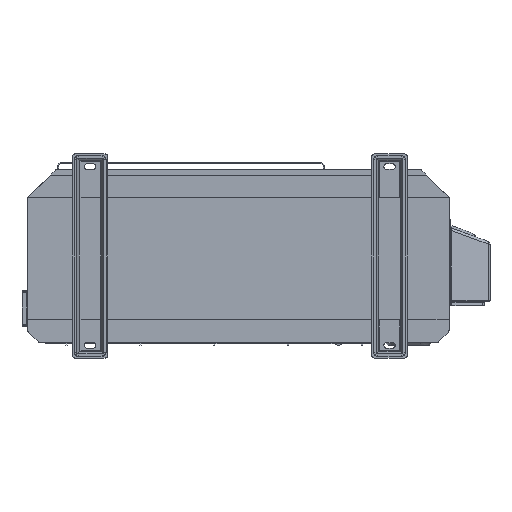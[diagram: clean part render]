
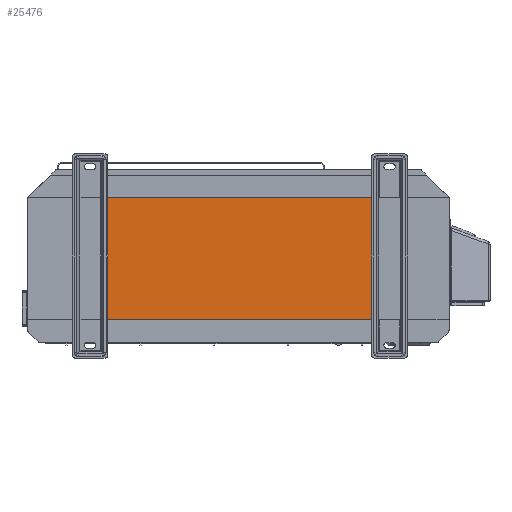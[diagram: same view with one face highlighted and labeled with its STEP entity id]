
A CAD part, front view. The second image highlights one B-rep face of the part: STEP entity #25476.
In plain terms, the highlighted planar face has unit normal (0, -1, 0).
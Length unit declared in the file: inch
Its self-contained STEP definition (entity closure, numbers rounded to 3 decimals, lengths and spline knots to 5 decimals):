
#960 = CARTESIAN_POINT ( 'NONE',  ( 12.24568, 0., -5.625 ) ) ;
#2105 = VERTEX_POINT ( 'NONE', #78744 ) ;
#3565 = CARTESIAN_POINT ( 'NONE',  ( 12.24568, 0., 0. ) ) ;
#3939 = ORIENTED_EDGE ( 'NONE', *, *, #9834, .F. ) ;
#7862 = EDGE_CURVE ( 'NONE', #2105, #73389, #100187, .T. ) ;
#9834 = EDGE_CURVE ( 'NONE', #101266, #48810, #54251, .T. ) ;
#11507 = DIRECTION ( 'NONE',  ( 0., 1., 0. ) ) ;
#11791 = DIRECTION ( 'NONE',  ( 0., 0., -1. ) ) ;
#16645 = VECTOR ( 'NONE', #80834, 39.37008 ) ;
#17209 = ORIENTED_EDGE ( 'NONE', *, *, #78990, .F. ) ;
#20240 = DIRECTION ( 'NONE',  ( 0., 0., 1. ) ) ;
#22303 = VECTOR ( 'NONE', #94419, 39.37008 ) ;
#24637 = ORIENTED_EDGE ( 'NONE', *, *, #82982, .F. ) ;
#25476 = ADVANCED_FACE ( 'NONE', ( #52649 ), #66089, .F. ) ;
#27784 = LINE ( 'NONE', #3565, #83455 ) ;
#28544 = ORIENTED_EDGE ( 'NONE', *, *, #7862, .T. ) ;
#29596 = CARTESIAN_POINT ( 'NONE',  ( 69.0975, 0., 5.125 ) ) ;
#33118 = EDGE_LOOP ( 'NONE', ( #24637, #28544, #17209, #3939 ) ) ;
#39359 = CARTESIAN_POINT ( 'NONE',  ( 69.0975, 0., -5.625 ) ) ;
#41225 = LINE ( 'NONE', #72598, #16645 ) ;
#43215 = CARTESIAN_POINT ( 'NONE',  ( -11.99568, 0., -5.625 ) ) ;
#48810 = VERTEX_POINT ( 'NONE', #43215 ) ;
#51649 = CARTESIAN_POINT ( 'NONE',  ( 0., 0., 0. ) ) ;
#52649 = FACE_OUTER_BOUND ( 'NONE', #33118, .T. ) ;
#54251 = LINE ( 'NONE', #39359, #22303 ) ;
#57247 = AXIS2_PLACEMENT_3D ( 'NONE', #51649, #11507, #20240 ) ;
#66089 = PLANE ( 'NONE',  #57247 ) ;
#66331 = VECTOR ( 'NONE', #84658, 39.37008 ) ;
#72598 = CARTESIAN_POINT ( 'NONE',  ( -11.99568, 0., 0. ) ) ;
#73389 = VERTEX_POINT ( 'NONE', #85180 ) ;
#78744 = CARTESIAN_POINT ( 'NONE',  ( 12.24568, 0., 5.125 ) ) ;
#78990 = EDGE_CURVE ( 'NONE', #48810, #73389, #41225, .T. ) ;
#80834 = DIRECTION ( 'NONE',  ( 0., 0., 1. ) ) ;
#82982 = EDGE_CURVE ( 'NONE', #2105, #101266, #27784, .T. ) ;
#83455 = VECTOR ( 'NONE', #11791, 39.37008 ) ;
#84658 = DIRECTION ( 'NONE',  ( -1., 0., 0. ) ) ;
#85180 = CARTESIAN_POINT ( 'NONE',  ( -11.99568, 0., 5.125 ) ) ;
#94419 = DIRECTION ( 'NONE',  ( -1., 0., 0. ) ) ;
#100187 = LINE ( 'NONE', #29596, #66331 ) ;
#101266 = VERTEX_POINT ( 'NONE', #960 ) ;
